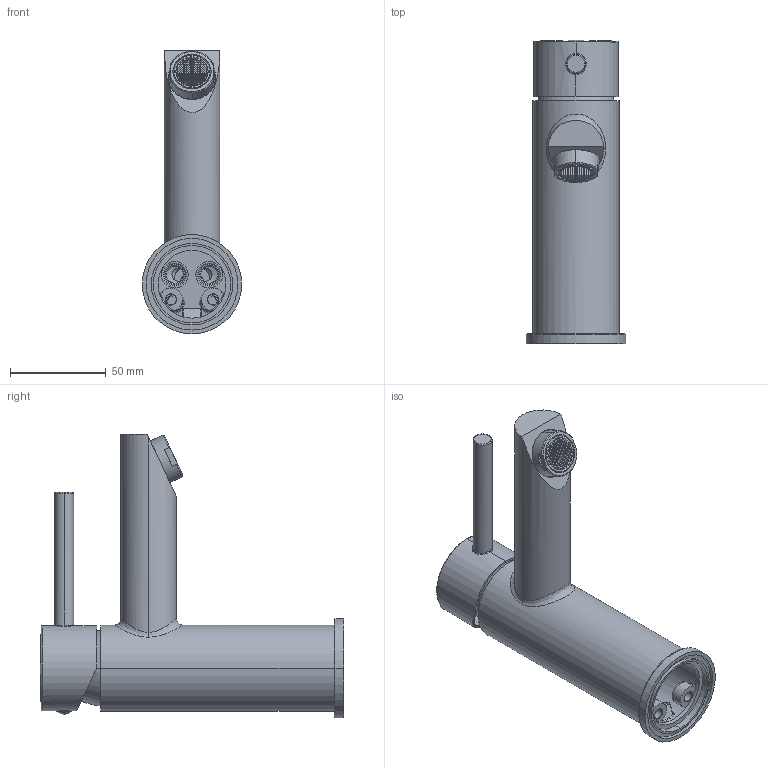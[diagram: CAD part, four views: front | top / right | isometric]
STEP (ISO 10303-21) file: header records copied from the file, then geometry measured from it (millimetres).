
FILE_DESCRIPTION((''),'2;1');
FILE_NAME('SK071HCR','2021-04-12T10:16:13',('ut3'),('PAFFONI SpA'),'CREO PARAMETRIC BY PTC INC, 2020044','CREO PARAMETRIC BY PTC INC, 2020044','');
FILE_SCHEMA(('CONFIG_CONTROL_DESIGN','SHAPE_APPEARANCE_LAYERS_GROUPS'));
Length unit declared in the file: millimetre
Products named in the file (1): SK071HCR
Bounding box: 52 x 158.64 x 148.5 mm (x, y, z)
Volume: 141590.5 mm3; surface area: 92421.4 mm2
Topology: 3 solids, 3 shells, 3223 faces, 9332 edges, 6087 vertices
Faces by surface type: plane 2356, cylinder 465, cone 183, torus 99, bspline 84, sphere 32, extrusion 4
Entity records: 146082 total; most frequent: CARTESIAN_POINT 28878, ORIENTED_EDGE 18636, DIRECTION 17846, EDGE_CURVE 9318, VECTOR 6146, LINE 6142, VERTEX_POINT 6087, AXIS2_PLACEMENT_3D 5850
